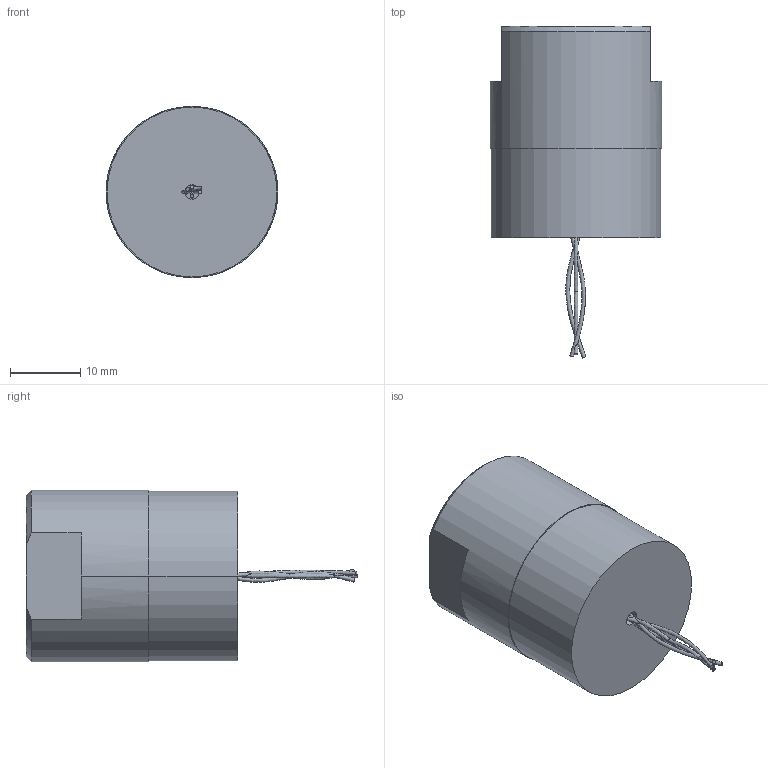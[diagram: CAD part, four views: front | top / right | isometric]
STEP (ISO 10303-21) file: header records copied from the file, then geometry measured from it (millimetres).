
FILE_DESCRIPTION((''),'2;1');
FILE_NAME('3000-10000 psi.stp','2011-01-17T14:18:33',(''),(''),'Mechanical Desktop 2008','Mechanical Desktop 2008',', , ');
FILE_SCHEMA(('CONFIG_CONTROL_DESIGN'));
Length unit declared in the file: inch
Products named in the file (4): 3000 PSI; ~~PART1; 26; NEWDWG
Assembly tree (391 placements, depth 3):
  3000 PSI
    ~~PART1
    26  x352
    NEWDWG  x16
      26
Bounding box: 24.51 x 47.38 x 24.51 mm (x, y, z)
Volume: 10086.9 mm3; surface area: 5305.4 mm2
Topology: 1 solids, 2 shells, 56 faces, 158 edges, 102 vertices
Faces by surface type: plane 19, bspline 17, cylinder 16, cone 4
Entity records: 7027 total; most frequent: CARTESIAN_POINT 2870, DIRECTION 984, AXIS2_PLACEMENT_3D 478, PRODUCT_DEFINITION_SHAPE 395, ITEM_DEFINED_TRANSFORMATION 391, NEXT_ASSEMBLY_USAGE_OCCURRENCE 391, CONTEXT_DEPENDENT_SHAPE_REPRESENTATION 391, ORIENTED_EDGE 316
